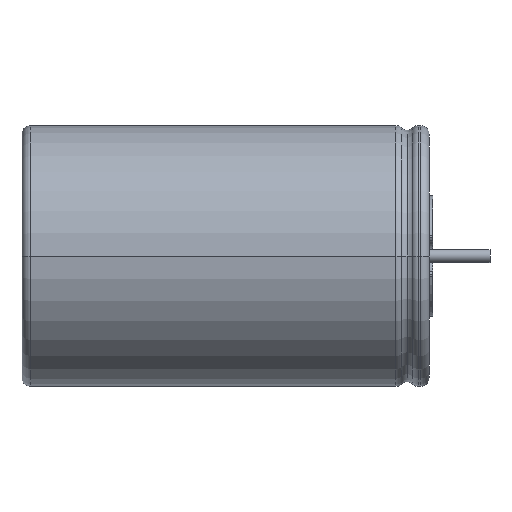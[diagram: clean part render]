
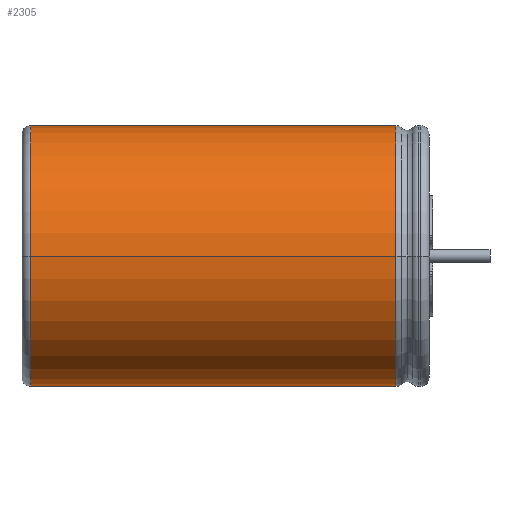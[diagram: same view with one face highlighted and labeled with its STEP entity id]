
A CAD part, left-side view. The second image highlights one B-rep face of the part: STEP entity #2305.
In plain terms, the highlighted cylindrical face has radius 8.025 mm (diameter 16.051 mm), a partial arc.
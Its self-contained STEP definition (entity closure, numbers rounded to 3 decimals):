
#127 = FACE_OUTER_BOUND ( 'NONE', #684, .T. ) ;
#133 = CARTESIAN_POINT ( 'NONE',  ( 0., 2.52, -8.025 ) ) ;
#194 = ORIENTED_EDGE ( 'NONE', *, *, #4460, .F. ) ;
#195 = LINE ( 'NONE', #1272, #3099 ) ;
#424 = AXIS2_PLACEMENT_3D ( 'NONE', #2742, #3494, #2763 ) ;
#550 = CIRCLE ( 'NONE', #424, 8.025 ) ;
#684 = EDGE_LOOP ( 'NONE', ( #2268, #4482, #194, #1664 ) ) ;
#725 = VERTEX_POINT ( 'NONE', #133 ) ;
#972 = VERTEX_POINT ( 'NONE', #3794 ) ;
#1055 = CARTESIAN_POINT ( 'NONE',  ( 0., 12.922, 0. ) ) ;
#1176 = VERTEX_POINT ( 'NONE', #3693 ) ;
#1272 = CARTESIAN_POINT ( 'NONE',  ( 0., 12.922, 8.025 ) ) ;
#1450 = LINE ( 'NONE', #3052, #3933 ) ;
#1514 = DIRECTION ( 'NONE',  ( 1., 0., 0. ) ) ;
#1595 = DIRECTION ( 'NONE',  ( 0., 1., 0. ) ) ;
#1664 = ORIENTED_EDGE ( 'NONE', *, *, #4470, .F. ) ;
#1986 = AXIS2_PLACEMENT_3D ( 'NONE', #1055, #3685, #1514 ) ;
#2011 = DIRECTION ( 'NONE',  ( 0., -1., 0. ) ) ;
#2091 = CARTESIAN_POINT ( 'NONE',  ( 0., 25., 0. ) ) ;
#2268 = ORIENTED_EDGE ( 'NONE', *, *, #3670, .T. ) ;
#2305 = ADVANCED_FACE ( 'NONE', ( #127 ), #3209, .T. ) ;
#2477 = DIRECTION ( 'NONE',  ( 1., 0., 0. ) ) ;
#2742 = CARTESIAN_POINT ( 'NONE',  ( 0., 2.52, 0. ) ) ;
#2763 = DIRECTION ( 'NONE',  ( 1., 0., 0. ) ) ;
#3052 = CARTESIAN_POINT ( 'NONE',  ( 0., 12.922, -8.025 ) ) ;
#3099 = VECTOR ( 'NONE', #2011, 1000. ) ;
#3138 = AXIS2_PLACEMENT_3D ( 'NONE', #2091, #4723, #2477 ) ;
#3203 = CARTESIAN_POINT ( 'NONE',  ( 0., 25., 8.025 ) ) ;
#3209 = CYLINDRICAL_SURFACE ( 'NONE', #1986, 8.025 ) ;
#3494 = DIRECTION ( 'NONE',  ( 0., -1., 0. ) ) ;
#3585 = VERTEX_POINT ( 'NONE', #3203 ) ;
#3670 = EDGE_CURVE ( 'NONE', #3585, #1176, #4655, .T. ) ;
#3685 = DIRECTION ( 'NONE',  ( 0., 1., 0. ) ) ;
#3693 = CARTESIAN_POINT ( 'NONE',  ( 0., 25., -8.025 ) ) ;
#3794 = CARTESIAN_POINT ( 'NONE',  ( 0., 2.52, 8.025 ) ) ;
#3933 = VECTOR ( 'NONE', #1595, 1000. ) ;
#4460 = EDGE_CURVE ( 'NONE', #972, #725, #550, .T. ) ;
#4470 = EDGE_CURVE ( 'NONE', #3585, #972, #195, .T. ) ;
#4482 = ORIENTED_EDGE ( 'NONE', *, *, #4669, .F. ) ;
#4655 = CIRCLE ( 'NONE', #3138, 8.025 ) ;
#4669 = EDGE_CURVE ( 'NONE', #725, #1176, #1450, .T. ) ;
#4723 = DIRECTION ( 'NONE',  ( 0., -1., 0. ) ) ;
